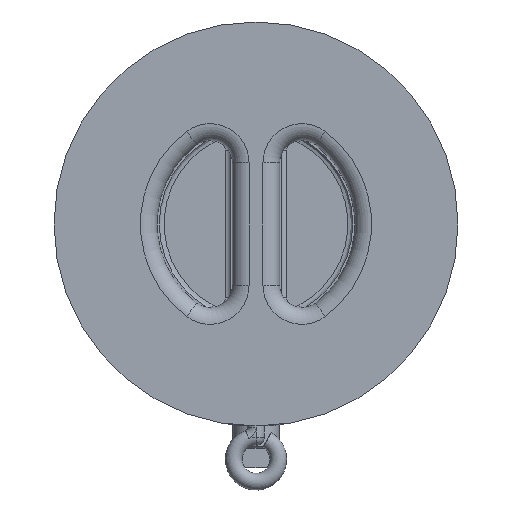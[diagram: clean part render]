
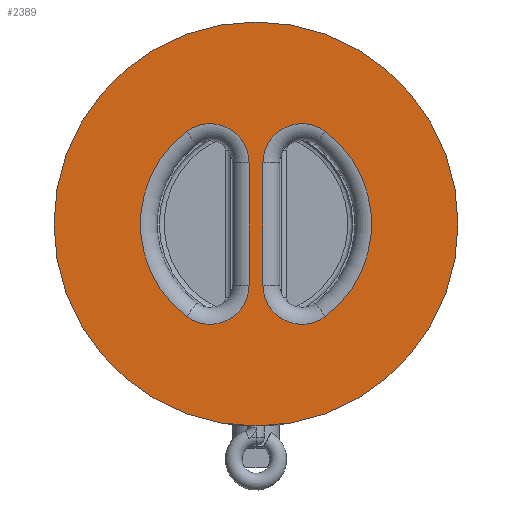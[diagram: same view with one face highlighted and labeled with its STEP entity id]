
A CAD part, front view. The second image highlights one B-rep face of the part: STEP entity #2389.
In plain terms, the highlighted planar face has unit normal (0, -1, 0).
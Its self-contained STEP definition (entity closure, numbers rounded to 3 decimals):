
#1966=CARTESIAN_POINT('',(-72.5,0.0,0.0));
#1967=VERTEX_POINT('',#1966);
#1968=CARTESIAN_POINT('',(0.0,0.0,0.0));
#1969=DIRECTION('',(0.0,1.0,0.0));
#1970=DIRECTION('',(-1.0,0.0,0.0));
#1971=AXIS2_PLACEMENT_3D('',#1968,#1969,#1970);
#1972=CIRCLE('',#1971,72.5);
#1973=EDGE_CURVE('',#1967,#1967,#1972,.T.);
#2240=CARTESIAN_POINT('',(-2.5,0.0,-22.));
#2241=VERTEX_POINT('',#2240);
#2250=CARTESIAN_POINT('',(-24.9,0.0,-33.2));
#2251=VERTEX_POINT('',#2250);
#2259=CARTESIAN_POINT('',(-16.5,0.0,-22.));
#2260=DIRECTION('',(0.0,-1.,0.0));
#2261=DIRECTION('',(0.447,0.0,-0.894));
#2262=AXIS2_PLACEMENT_3D('',#2259,#2260,#2261);
#2263=CIRCLE('',#2262,14.);
#2264=EDGE_CURVE('',#2251,#2241,#2263,.T.);
#2276=CARTESIAN_POINT('',(-24.9,0.0,33.2));
#2277=VERTEX_POINT('',#2276);
#2285=CARTESIAN_POINT('',(0.0,0.0,0.0));
#2286=DIRECTION('',(0.0,-1.0,0.0));
#2287=DIRECTION('',(-1.0,0.0,0.0));
#2288=AXIS2_PLACEMENT_3D('',#2285,#2286,#2287);
#2289=CIRCLE('',#2288,41.5);
#2290=EDGE_CURVE('',#2277,#2251,#2289,.T.);
#2301=CARTESIAN_POINT('',(-2.5,0.0,22.));
#2302=VERTEX_POINT('',#2301);
#2303=CARTESIAN_POINT('',(-2.5,0.0,-22.));
#2304=DIRECTION('',(0.0,0.0,1.0));
#2305=VECTOR('',#2304,44.);
#2306=LINE('',#2303,#2305);
#2307=EDGE_CURVE('',#2241,#2302,#2306,.T.);
#2326=CARTESIAN_POINT('',(-16.5,0.0,22.));
#2327=DIRECTION('',(0.0,-1.,0.0));
#2328=DIRECTION('',(0.447,0.0,0.894));
#2329=AXIS2_PLACEMENT_3D('',#2326,#2327,#2328);
#2330=CIRCLE('',#2329,14.);
#2331=EDGE_CURVE('',#2302,#2277,#2330,.T.);
#2338=CARTESIAN_POINT('',(-36.25,0.0,0.0));
#2339=DIRECTION('',(0.0,-1.0,0.0));
#2340=DIRECTION('',(0.0,0.0,-1.0));
#2341=AXIS2_PLACEMENT_3D('',#2338,#2339,#2340);
#2342=PLANE('',#2341);
#2343=ORIENTED_EDGE('',*,*,#1973,.F.);
#2344=EDGE_LOOP('',(#2343));
#2345=FACE_OUTER_BOUND('',#2344,.T.);
#2346=ORIENTED_EDGE('',*,*,#2331,.F.);
#2347=ORIENTED_EDGE('',*,*,#2307,.F.);
#2348=ORIENTED_EDGE('',*,*,#2264,.F.);
#2349=ORIENTED_EDGE('',*,*,#2290,.F.);
#2350=EDGE_LOOP('',(#2346,#2347,#2348,#2349));
#2351=FACE_BOUND('',#2350,.T.);
#2352=CARTESIAN_POINT('',(24.9,0.0,-33.2));
#2353=VERTEX_POINT('',#2352);
#2354=CARTESIAN_POINT('',(24.9,0.0,33.2));
#2355=VERTEX_POINT('',#2354);
#2356=CARTESIAN_POINT('',(0.0,0.0,0.0));
#2357=DIRECTION('',(0.0,-1.0,0.0));
#2358=DIRECTION('',(1.0,0.0,0.0));
#2359=AXIS2_PLACEMENT_3D('',#2356,#2357,#2358);
#2360=CIRCLE('',#2359,41.5);
#2361=EDGE_CURVE('',#2353,#2355,#2360,.T.);
#2362=ORIENTED_EDGE('',*,*,#2361,.F.);
#2363=CARTESIAN_POINT('',(2.5,0.0,-22.0));
#2364=VERTEX_POINT('',#2363);
#2365=CARTESIAN_POINT('',(16.5,0.0,-22.));
#2366=DIRECTION('',(0.0,-1.0,0.0));
#2367=DIRECTION('',(-0.447,0.0,-0.894));
#2368=AXIS2_PLACEMENT_3D('',#2365,#2366,#2367);
#2369=CIRCLE('',#2368,14.);
#2370=EDGE_CURVE('',#2364,#2353,#2369,.T.);
#2371=ORIENTED_EDGE('',*,*,#2370,.F.);
#2372=CARTESIAN_POINT('',(2.5,0.0,22.0));
#2373=VERTEX_POINT('',#2372);
#2374=CARTESIAN_POINT('',(2.5,0.0,22.0));
#2375=DIRECTION('',(0.0,0.0,-1.0));
#2376=VECTOR('',#2375,44.0);
#2377=LINE('',#2374,#2376);
#2378=EDGE_CURVE('',#2373,#2364,#2377,.T.);
#2379=ORIENTED_EDGE('',*,*,#2378,.F.);
#2380=CARTESIAN_POINT('',(16.5,0.0,22.0));
#2381=DIRECTION('',(0.0,-1.,0.0));
#2382=DIRECTION('',(-0.447,0.0,0.894));
#2383=AXIS2_PLACEMENT_3D('',#2380,#2381,#2382);
#2384=CIRCLE('',#2383,14.0);
#2385=EDGE_CURVE('',#2355,#2373,#2384,.T.);
#2386=ORIENTED_EDGE('',*,*,#2385,.F.);
#2387=EDGE_LOOP('',(#2362,#2371,#2379,#2386));
#2388=FACE_BOUND('',#2387,.T.);
#2389=ADVANCED_FACE('',(#2345,#2351,#2388),#2342,.T.);
